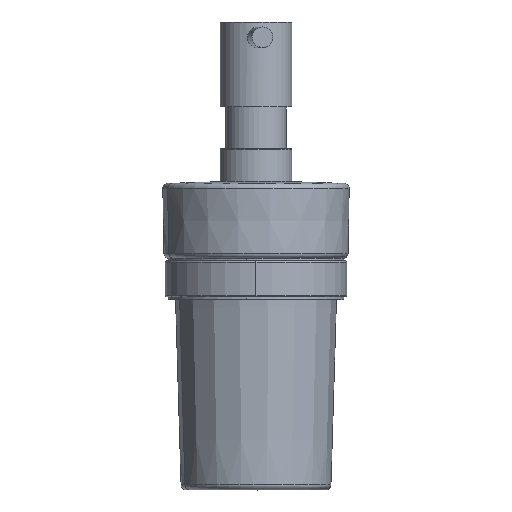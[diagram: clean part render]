
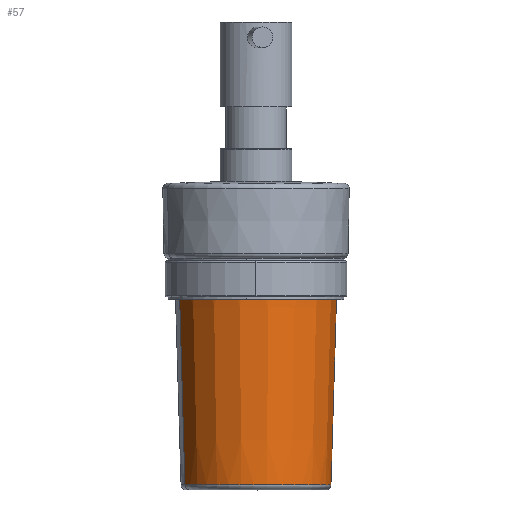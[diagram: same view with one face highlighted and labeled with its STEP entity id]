
A CAD part, top view. The second image highlights one B-rep face of the part: STEP entity #57.
In plain terms, the highlighted conical face has half-angle 1.7 degrees and reference radius 31.75 mm.
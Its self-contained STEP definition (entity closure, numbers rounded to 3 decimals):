
#57 = ADVANCED_FACE ( 'NONE', ( #2074 ), #5333, .T. ) ;
#117 = EDGE_CURVE ( 'NONE', #1571, #5478, #583, .T. ) ;
#232 = ORIENTED_EDGE ( 'NONE', *, *, #3553, .T. ) ;
#502 = DIRECTION ( 'NONE',  ( 0., 1., 0. ) ) ;
#583 = CIRCLE ( 'NONE', #5666, 29.136 ) ;
#612 = EDGE_CURVE ( 'NONE', #4991, #1082, #3675, .T. ) ;
#1082 = VERTEX_POINT ( 'NONE', #2451 ) ;
#1216 = VECTOR ( 'NONE', #5659, 1000. ) ;
#1304 = CARTESIAN_POINT ( 'NONE',  ( 0., 6.059, 67.25 ) ) ;
#1355 = VECTOR ( 'NONE', #4188, 1000. ) ;
#1360 = DIRECTION ( 'NONE',  ( -0.948, 0., 0.318 ) ) ;
#1372 = CARTESIAN_POINT ( 'NONE',  ( 0., -80.059, 67.25 ) ) ;
#1571 = VERTEX_POINT ( 'NONE', #2365 ) ;
#1875 = DIRECTION ( 'NONE',  ( 0., 1., 0. ) ) ;
#1957 = EDGE_LOOP ( 'NONE', ( #4729, #4325, #232, #2677 ) ) ;
#2030 = EDGE_CURVE ( 'NONE', #1571, #1082, #2266, .T. ) ;
#2074 = FACE_OUTER_BOUND ( 'NONE', #1957, .T. ) ;
#2266 = LINE ( 'NONE', #5164, #1216 ) ;
#2304 = DIRECTION ( 'NONE',  ( 0.948, 0., -0.318 ) ) ;
#2338 = DIRECTION ( 'NONE',  ( 0.948, 0., -0.318 ) ) ;
#2365 = CARTESIAN_POINT ( 'NONE',  ( -27.628, -80.059, 76.503 ) ) ;
#2451 = CARTESIAN_POINT ( 'NONE',  ( -30.052, 6.059, 77.314 ) ) ;
#2677 = ORIENTED_EDGE ( 'NONE', *, *, #612, .T. ) ;
#3250 = CARTESIAN_POINT ( 'NONE',  ( 27.628, -80.059, 57.997 ) ) ;
#3553 = EDGE_CURVE ( 'NONE', #5478, #4991, #3731, .T. ) ;
#3623 = CARTESIAN_POINT ( 'NONE',  ( 0., 8., 67.25 ) ) ;
#3675 = CIRCLE ( 'NONE', #4799, 31.692 ) ;
#3720 = CARTESIAN_POINT ( 'NONE',  ( 30.107, 8., 57.168 ) ) ;
#3731 = LINE ( 'NONE', #3720, #1355 ) ;
#4188 = DIRECTION ( 'NONE',  ( 0.028, 1., -0.009 ) ) ;
#4325 = ORIENTED_EDGE ( 'NONE', *, *, #117, .T. ) ;
#4497 = CARTESIAN_POINT ( 'NONE',  ( 30.052, 6.059, 57.186 ) ) ;
#4729 = ORIENTED_EDGE ( 'NONE', *, *, #2030, .F. ) ;
#4753 = AXIS2_PLACEMENT_3D ( 'NONE', #3623, #502, #2304 ) ;
#4799 = AXIS2_PLACEMENT_3D ( 'NONE', #1304, #5367, #1360 ) ;
#4991 = VERTEX_POINT ( 'NONE', #4497 ) ;
#5164 = CARTESIAN_POINT ( 'NONE',  ( -30.107, 8., 77.332 ) ) ;
#5333 = CONICAL_SURFACE ( 'NONE', #4753, 31.75, 0.03 ) ;
#5367 = DIRECTION ( 'NONE',  ( 0., -1., 0. ) ) ;
#5478 = VERTEX_POINT ( 'NONE', #3250 ) ;
#5659 = DIRECTION ( 'NONE',  ( -0.028, 1., 0.009 ) ) ;
#5666 = AXIS2_PLACEMENT_3D ( 'NONE', #1372, #1875, #2338 ) ;
